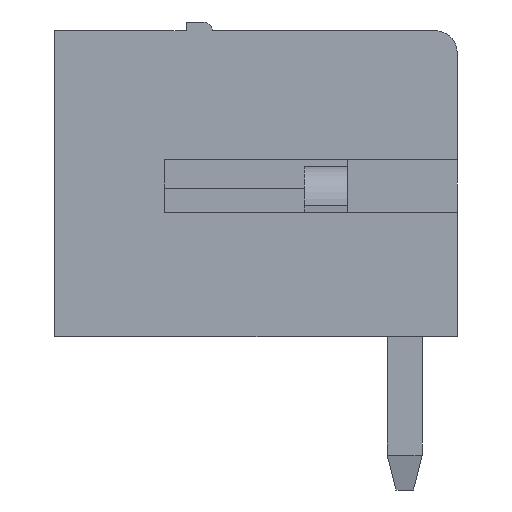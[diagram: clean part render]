
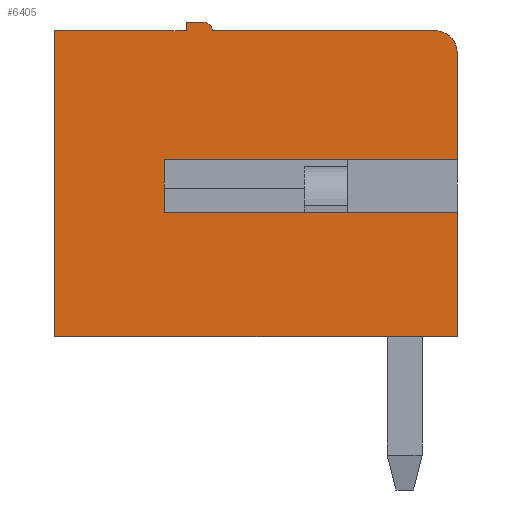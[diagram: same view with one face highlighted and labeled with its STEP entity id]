
A CAD part, left-side view. The second image highlights one B-rep face of the part: STEP entity #6405.
In plain terms, the highlighted planar face has unit normal (-1, 0, 0).
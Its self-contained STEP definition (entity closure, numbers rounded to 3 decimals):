
#232 = VERTEX_POINT('',#233);
#233 = CARTESIAN_POINT('',(-15.64,8.,0.1));
#241 = EDGE_CURVE('',#232,#242,#244,.T.);
#242 = VERTEX_POINT('',#243);
#243 = CARTESIAN_POINT('',(-15.64,8.,7.1));
#244 = LINE('',#245,#246);
#245 = CARTESIAN_POINT('',(-15.64,8.,0.1));
#246 = VECTOR('',#247,1.);
#247 = DIRECTION('',(0.,0.,1.));
#1001 = EDGE_CURVE('',#242,#1002,#1004,.T.);
#1002 = VERTEX_POINT('',#1003);
#1003 = CARTESIAN_POINT('',(-15.64,5.,7.1));
#1004 = LINE('',#1005,#1006);
#1005 = CARTESIAN_POINT('',(-15.64,8.,7.1));
#1006 = VECTOR('',#1007,1.);
#1007 = DIRECTION('',(0.,-1.,0.));
#1032 = EDGE_CURVE('',#1002,#1033,#1035,.T.);
#1033 = VERTEX_POINT('',#1034);
#1034 = CARTESIAN_POINT('',(-15.64,5.,7.3));
#1035 = LINE('',#1036,#1037);
#1036 = CARTESIAN_POINT('',(-15.64,5.,7.1));
#1037 = VECTOR('',#1038,1.);
#1038 = DIRECTION('',(0.,0.,1.));
#1063 = EDGE_CURVE('',#1033,#1064,#1066,.T.);
#1064 = VERTEX_POINT('',#1065);
#1065 = CARTESIAN_POINT('',(-15.64,4.6,7.3));
#1066 = LINE('',#1067,#1068);
#1067 = CARTESIAN_POINT('',(-15.64,5.,7.3));
#1068 = VECTOR('',#1069,1.);
#1069 = DIRECTION('',(0.,-1.,0.));
#1094 = EDGE_CURVE('',#1064,#1095,#1097,.T.);
#1095 = VERTEX_POINT('',#1096);
#1096 = CARTESIAN_POINT('',(-15.64,4.4,7.1));
#1097 = CIRCLE('',#1098,0.2);
#1098 = AXIS2_PLACEMENT_3D('',#1099,#1100,#1101);
#1099 = CARTESIAN_POINT('',(-15.64,4.6,7.1));
#1100 = DIRECTION('',(1.,0.,0.));
#1101 = DIRECTION('',(0.,0.,1.));
#1212 = VERTEX_POINT('',#1213);
#1213 = CARTESIAN_POINT('',(-15.64,-1.2,6.6));
#1219 = EDGE_CURVE('',#1212,#1220,#1222,.T.);
#1220 = VERTEX_POINT('',#1221);
#1221 = CARTESIAN_POINT('',(-15.64,-1.2,4.15));
#1222 = LINE('',#1223,#1224);
#1223 = CARTESIAN_POINT('',(-15.64,-1.2,7.1));
#1224 = VECTOR('',#1225,1.);
#1225 = DIRECTION('',(0.,0.,-1.));
#1244 = VERTEX_POINT('',#1245);
#1245 = CARTESIAN_POINT('',(-15.64,-1.2,2.95));
#1251 = EDGE_CURVE('',#1244,#1252,#1254,.T.);
#1252 = VERTEX_POINT('',#1253);
#1253 = CARTESIAN_POINT('',(-15.64,-1.2,0.1));
#1254 = LINE('',#1255,#1256);
#1255 = CARTESIAN_POINT('',(-15.64,-1.2,7.1));
#1256 = VECTOR('',#1257,1.);
#1257 = DIRECTION('',(0.,0.,-1.));
#1289 = EDGE_CURVE('',#1095,#1290,#1292,.T.);
#1290 = VERTEX_POINT('',#1291);
#1291 = CARTESIAN_POINT('',(-15.64,-0.7,7.1));
#1292 = LINE('',#1293,#1294);
#1293 = CARTESIAN_POINT('',(-15.64,4.4,7.1));
#1294 = VECTOR('',#1295,1.);
#1295 = DIRECTION('',(0.,-1.,0.));
#1313 = EDGE_CURVE('',#1290,#1212,#1314,.T.);
#1314 = CIRCLE('',#1315,0.5);
#1315 = AXIS2_PLACEMENT_3D('',#1316,#1317,#1318);
#1316 = CARTESIAN_POINT('',(-15.64,-0.7,6.6));
#1317 = DIRECTION('',(1.,0.,0.));
#1318 = DIRECTION('',(0.,0.,1.));
#1331 = EDGE_CURVE('',#1252,#232,#1332,.T.);
#1332 = LINE('',#1333,#1334);
#1333 = CARTESIAN_POINT('',(-15.64,-1.2,0.1));
#1334 = VECTOR('',#1335,1.);
#1335 = DIRECTION('',(0.,1.,0.));
#6244 = VERTEX_POINT('',#6245);
#6245 = CARTESIAN_POINT('',(-15.64,5.5,2.95));
#6251 = EDGE_CURVE('',#6244,#1244,#6252,.T.);
#6252 = LINE('',#6253,#6254);
#6253 = CARTESIAN_POINT('',(-15.64,5.5,2.95));
#6254 = VECTOR('',#6255,1.);
#6255 = DIRECTION('',(0.,-1.,0.));
#6274 = VERTEX_POINT('',#6275);
#6275 = CARTESIAN_POINT('',(-15.64,5.5,4.15));
#6281 = EDGE_CURVE('',#6244,#6274,#6282,.T.);
#6282 = LINE('',#6283,#6284);
#6283 = CARTESIAN_POINT('',(-15.64,5.5,2.95));
#6284 = VECTOR('',#6285,1.);
#6285 = DIRECTION('',(0.,0.,1.));
#6298 = EDGE_CURVE('',#6274,#1220,#6299,.T.);
#6299 = LINE('',#6300,#6301);
#6300 = CARTESIAN_POINT('',(-15.64,5.5,4.15));
#6301 = VECTOR('',#6302,1.);
#6302 = DIRECTION('',(0.,-1.,0.));
#6405 = ADVANCED_FACE('',(#6406),#6421,.T.);
#6406 = FACE_BOUND('',#6407,.T.);
#6407 = EDGE_LOOP('',(#6408,#6409,#6410,#6411,#6412,#6413,#6414,#6415,
    #6416,#6417,#6418,#6419,#6420));
#6408 = ORIENTED_EDGE('',*,*,#6251,.F.);
#6409 = ORIENTED_EDGE('',*,*,#6281,.T.);
#6410 = ORIENTED_EDGE('',*,*,#6298,.T.);
#6411 = ORIENTED_EDGE('',*,*,#1219,.F.);
#6412 = ORIENTED_EDGE('',*,*,#1313,.F.);
#6413 = ORIENTED_EDGE('',*,*,#1289,.F.);
#6414 = ORIENTED_EDGE('',*,*,#1094,.F.);
#6415 = ORIENTED_EDGE('',*,*,#1063,.F.);
#6416 = ORIENTED_EDGE('',*,*,#1032,.F.);
#6417 = ORIENTED_EDGE('',*,*,#1001,.F.);
#6418 = ORIENTED_EDGE('',*,*,#241,.F.);
#6419 = ORIENTED_EDGE('',*,*,#1331,.F.);
#6420 = ORIENTED_EDGE('',*,*,#1251,.F.);
#6421 = PLANE('',#6422);
#6422 = AXIS2_PLACEMENT_3D('',#6423,#6424,#6425);
#6423 = CARTESIAN_POINT('',(-15.64,4.6,7.1));
#6424 = DIRECTION('',(-1.,0.,0.));
#6425 = DIRECTION('',(0.,0.,1.));
